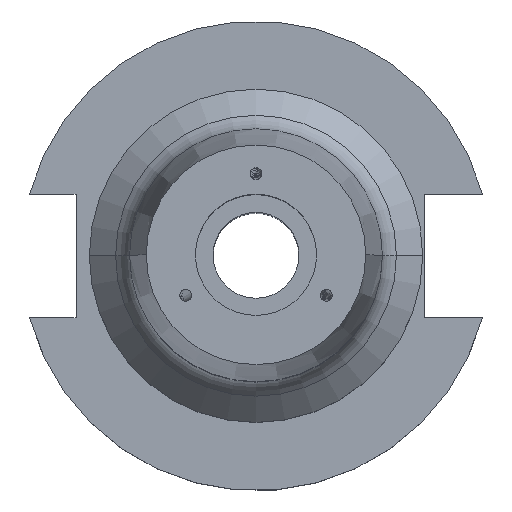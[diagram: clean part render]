
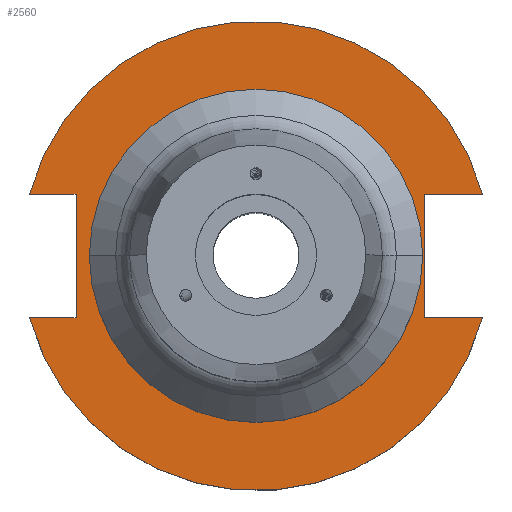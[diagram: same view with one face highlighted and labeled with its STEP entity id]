
A CAD part, top view. The second image highlights one B-rep face of the part: STEP entity #2560.
In plain terms, the highlighted planar face has unit normal (0, 0, 1).
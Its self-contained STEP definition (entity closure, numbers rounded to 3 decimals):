
#24 = DIRECTION ( 'NONE',  ( -1., 0., 0. ) ) ;
#29 = DIRECTION ( 'NONE',  ( 0., 1., 0. ) ) ;
#49 = VERTEX_POINT ( 'NONE', #871 ) ;
#56 = PLANE ( 'NONE',  #2434 ) ;
#72 = VERTEX_POINT ( 'NONE', #2077 ) ;
#96 = CARTESIAN_POINT ( 'NONE',  ( -37.719, 12.954, 19.05 ) ) ;
#131 = CARTESIAN_POINT ( 'NONE',  ( -34.925, 0., 19.05 ) ) ;
#134 = CARTESIAN_POINT ( 'NONE',  ( 35.306, 12.954, 19.05 ) ) ;
#187 = DIRECTION ( 'NONE',  ( 0., -1., 0. ) ) ;
#197 = DIRECTION ( 'NONE',  ( 1., 0., 0. ) ) ;
#205 = CARTESIAN_POINT ( 'NONE',  ( -37.719, 12.954, 19.05 ) ) ;
#216 = CARTESIAN_POINT ( 'NONE',  ( 0., 0., 19.05 ) ) ;
#254 = VERTEX_POINT ( 'NONE', #995 ) ;
#257 = ORIENTED_EDGE ( 'NONE', *, *, #341, .F. ) ;
#269 = CARTESIAN_POINT ( 'NONE',  ( -47.477, -12.954, 19.05 ) ) ;
#317 = LINE ( 'NONE', #205, #2364 ) ;
#341 = EDGE_CURVE ( 'NONE', #72, #2606, #317, .T. ) ;
#353 = CIRCLE ( 'NONE', #1191, 49.212 ) ;
#363 = EDGE_CURVE ( 'NONE', #2049, #254, #729, .T. ) ;
#365 = EDGE_LOOP ( 'NONE', ( #570, #1979 ) ) ;
#423 = DIRECTION ( 'NONE',  ( 1., 0., 0. ) ) ;
#459 = DIRECTION ( 'NONE',  ( 0., 0., 1. ) ) ;
#496 = CARTESIAN_POINT ( 'NONE',  ( -63.719, -12.954, 19.05 ) ) ;
#498 = VECTOR ( 'NONE', #889, 1000. ) ;
#570 = ORIENTED_EDGE ( 'NONE', *, *, #2197, .F. ) ;
#571 = CARTESIAN_POINT ( 'NONE',  ( 35.306, -12.954, 19.05 ) ) ;
#615 = VECTOR ( 'NONE', #1382, 1000. ) ;
#729 = CIRCLE ( 'NONE', #1131, 49.212 ) ;
#746 = EDGE_CURVE ( 'NONE', #2606, #1791, #2617, .T. ) ;
#766 = VECTOR ( 'NONE', #2548, 1000. ) ;
#822 = ORIENTED_EDGE ( 'NONE', *, *, #940, .F. ) ;
#871 = CARTESIAN_POINT ( 'NONE',  ( 34.925, 0., 19.05 ) ) ;
#889 = DIRECTION ( 'NONE',  ( 1., 0., 0. ) ) ;
#940 = EDGE_CURVE ( 'NONE', #1120, #2223, #1158, .T. ) ;
#944 = CARTESIAN_POINT ( 'NONE',  ( 0., 0., 19.05 ) ) ;
#995 = CARTESIAN_POINT ( 'NONE',  ( 47.477, -12.954, 19.05 ) ) ;
#1100 = LINE ( 'NONE', #2320, #498 ) ;
#1110 = CARTESIAN_POINT ( 'NONE',  ( 0., 0., 19.05 ) ) ;
#1115 = AXIS2_PLACEMENT_3D ( 'NONE', #944, #2376, #1138 ) ;
#1120 = VERTEX_POINT ( 'NONE', #2557 ) ;
#1131 = AXIS2_PLACEMENT_3D ( 'NONE', #1110, #1253, #1223 ) ;
#1138 = DIRECTION ( 'NONE',  ( 1., 0., 0. ) ) ;
#1150 = ORIENTED_EDGE ( 'NONE', *, *, #2417, .F. ) ;
#1158 = LINE ( 'NONE', #1173, #615 ) ;
#1173 = CARTESIAN_POINT ( 'NONE',  ( 35.306, 12.954, 19.05 ) ) ;
#1191 = AXIS2_PLACEMENT_3D ( 'NONE', #216, #1635, #423 ) ;
#1201 = CARTESIAN_POINT ( 'NONE',  ( -47.477, 12.954, 19.05 ) ) ;
#1223 = DIRECTION ( 'NONE',  ( 1., 0., 0. ) ) ;
#1235 = ORIENTED_EDGE ( 'NONE', *, *, #1860, .F. ) ;
#1238 = FACE_OUTER_BOUND ( 'NONE', #2598, .T. ) ;
#1253 = DIRECTION ( 'NONE',  ( 0., 0., 1. ) ) ;
#1343 = ORIENTED_EDGE ( 'NONE', *, *, #746, .F. ) ;
#1382 = DIRECTION ( 'NONE',  ( -1., 0., 0. ) ) ;
#1402 = CARTESIAN_POINT ( 'NONE',  ( -63.719, 12.954, 19.05 ) ) ;
#1405 = DIRECTION ( 'NONE',  ( 0., 0., 1. ) ) ;
#1455 = AXIS2_PLACEMENT_3D ( 'NONE', #2647, #1405, #197 ) ;
#1501 = VECTOR ( 'NONE', #187, 1000. ) ;
#1503 = CIRCLE ( 'NONE', #1455, 34.925 ) ;
#1584 = EDGE_CURVE ( 'NONE', #2324, #254, #1100, .T. ) ;
#1635 = DIRECTION ( 'NONE',  ( 0., 0., 1. ) ) ;
#1785 = EDGE_CURVE ( 'NONE', #1953, #49, #1503, .T. ) ;
#1791 = VERTEX_POINT ( 'NONE', #1201 ) ;
#1860 = EDGE_CURVE ( 'NONE', #2049, #72, #2059, .T. ) ;
#1888 = DIRECTION ( 'NONE',  ( 1., 0., 0. ) ) ;
#1953 = VERTEX_POINT ( 'NONE', #131 ) ;
#1979 = ORIENTED_EDGE ( 'NONE', *, *, #1785, .F. ) ;
#2009 = VECTOR ( 'NONE', #24, 1000. ) ;
#2049 = VERTEX_POINT ( 'NONE', #269 ) ;
#2059 = LINE ( 'NONE', #496, #766 ) ;
#2077 = CARTESIAN_POINT ( 'NONE',  ( -37.719, -12.954, 19.05 ) ) ;
#2085 = ORIENTED_EDGE ( 'NONE', *, *, #2439, .T. ) ;
#2197 = EDGE_CURVE ( 'NONE', #49, #1953, #2302, .T. ) ;
#2203 = FACE_BOUND ( 'NONE', #365, .T. ) ;
#2223 = VERTEX_POINT ( 'NONE', #134 ) ;
#2302 = CIRCLE ( 'NONE', #1115, 34.925 ) ;
#2320 = CARTESIAN_POINT ( 'NONE',  ( 35.306, -12.954, 19.05 ) ) ;
#2324 = VERTEX_POINT ( 'NONE', #571 ) ;
#2347 = ORIENTED_EDGE ( 'NONE', *, *, #363, .T. ) ;
#2364 = VECTOR ( 'NONE', #29, 1000. ) ;
#2376 = DIRECTION ( 'NONE',  ( 0., 0., 1. ) ) ;
#2417 = EDGE_CURVE ( 'NONE', #2223, #2324, #2600, .T. ) ;
#2434 = AXIS2_PLACEMENT_3D ( 'NONE', #2487, #459, #1888 ) ;
#2439 = EDGE_CURVE ( 'NONE', #1120, #1791, #353, .T. ) ;
#2459 = ORIENTED_EDGE ( 'NONE', *, *, #1584, .F. ) ;
#2487 = CARTESIAN_POINT ( 'NONE',  ( 0., 49.212, 19.05 ) ) ;
#2548 = DIRECTION ( 'NONE',  ( 1., 0., 0. ) ) ;
#2557 = CARTESIAN_POINT ( 'NONE',  ( 47.477, 12.954, 19.05 ) ) ;
#2560 = ADVANCED_FACE ( 'NONE', ( #2203, #1238 ), #56, .T. ) ;
#2598 = EDGE_LOOP ( 'NONE', ( #2347, #2459, #1150, #822, #2085, #1343, #257, #1235 ) ) ;
#2600 = LINE ( 'NONE', #2650, #1501 ) ;
#2606 = VERTEX_POINT ( 'NONE', #96 ) ;
#2617 = LINE ( 'NONE', #1402, #2009 ) ;
#2647 = CARTESIAN_POINT ( 'NONE',  ( 0., 0., 19.05 ) ) ;
#2650 = CARTESIAN_POINT ( 'NONE',  ( 35.306, 12.954, 19.05 ) ) ;
